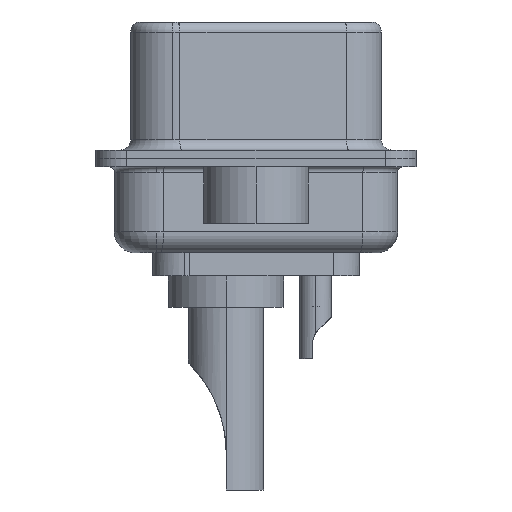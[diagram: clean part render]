
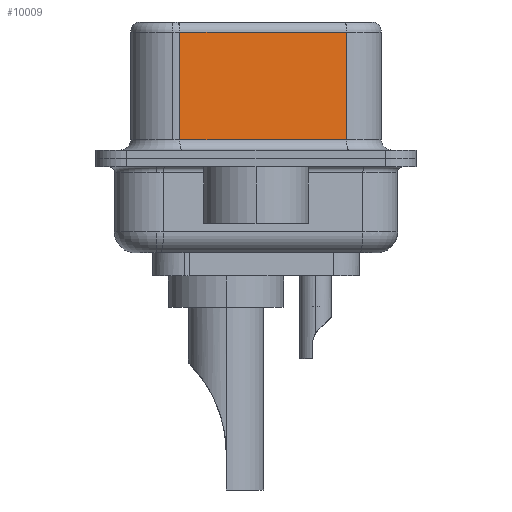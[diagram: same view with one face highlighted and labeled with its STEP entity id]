
A CAD part, left-side view. The second image highlights one B-rep face of the part: STEP entity #10009.
In plain terms, the highlighted planar face has unit normal (-0.985, -0.174, 0).
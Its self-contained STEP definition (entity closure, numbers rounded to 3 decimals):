
#539 = LINE ( 'NONE', #2510, #3420 ) ;
#1847 = DIRECTION ( 'NONE',  ( 0.174, -0.985, 0. ) ) ;
#2510 = CARTESIAN_POINT ( 'NONE',  ( 5.132, -4.322, 6.02 ) ) ;
#2790 = EDGE_CURVE ( 'NONE', #11768, #3897, #8777, .T. ) ;
#3420 = VECTOR ( 'NONE', #10924, 1000. ) ;
#3736 = CARTESIAN_POINT ( 'NONE',  ( 5.132, -4.322, 0.9 ) ) ;
#3897 = VERTEX_POINT ( 'NONE', #10412 ) ;
#4045 = EDGE_CURVE ( 'NONE', #8708, #13296, #539, .T. ) ;
#4156 = DIRECTION ( 'NONE',  ( 0., 0., -1. ) ) ;
#4610 = ORIENTED_EDGE ( 'NONE', *, *, #4045, .T. ) ;
#5915 = EDGE_CURVE ( 'NONE', #13296, #11768, #11659, .T. ) ;
#6024 = DIRECTION ( 'NONE',  ( -0.174, 0.985, 0. ) ) ;
#8708 = VERTEX_POINT ( 'NONE', #21173 ) ;
#8777 = LINE ( 'NONE', #3736, #12656 ) ;
#10009 = ADVANCED_FACE ( 'NONE', ( #16512 ), #20872, .F. ) ;
#10412 = CARTESIAN_POINT ( 'NONE',  ( 5.132, -4.322, 0.9 ) ) ;
#10924 = DIRECTION ( 'NONE',  ( -0.174, 0.985, 0. ) ) ;
#11659 = LINE ( 'NONE', #14452, #16046 ) ;
#11768 = VERTEX_POINT ( 'NONE', #15292 ) ;
#11783 = AXIS2_PLACEMENT_3D ( 'NONE', #12633, #15947, #6024 ) ;
#12058 = ORIENTED_EDGE ( 'NONE', *, *, #2790, .T. ) ;
#12447 = CARTESIAN_POINT ( 'NONE',  ( 5.132, -4.322, 6.52 ) ) ;
#12633 = CARTESIAN_POINT ( 'NONE',  ( 5.132, -4.322, 6.52 ) ) ;
#12656 = VECTOR ( 'NONE', #1847, 1000. ) ;
#13094 = DIRECTION ( 'NONE',  ( 0., 0., -1. ) ) ;
#13288 = ORIENTED_EDGE ( 'NONE', *, *, #5915, .T. ) ;
#13296 = VERTEX_POINT ( 'NONE', #17246 ) ;
#14452 = CARTESIAN_POINT ( 'NONE',  ( 3.73, 3.628, 6.52 ) ) ;
#14873 = VECTOR ( 'NONE', #4156, 1000. ) ;
#15292 = CARTESIAN_POINT ( 'NONE',  ( 3.73, 3.628, 0.9 ) ) ;
#15340 = EDGE_LOOP ( 'NONE', ( #16362, #4610, #13288, #12058 ) ) ;
#15387 = LINE ( 'NONE', #12447, #14873 ) ;
#15947 = DIRECTION ( 'NONE',  ( 0.985, 0.174, 0. ) ) ;
#16046 = VECTOR ( 'NONE', #13094, 1000. ) ;
#16123 = EDGE_CURVE ( 'NONE', #8708, #3897, #15387, .T. ) ;
#16362 = ORIENTED_EDGE ( 'NONE', *, *, #16123, .F. ) ;
#16512 = FACE_OUTER_BOUND ( 'NONE', #15340, .T. ) ;
#17246 = CARTESIAN_POINT ( 'NONE',  ( 3.73, 3.628, 6.02 ) ) ;
#20872 = PLANE ( 'NONE',  #11783 ) ;
#21173 = CARTESIAN_POINT ( 'NONE',  ( 5.132, -4.322, 6.02 ) ) ;
